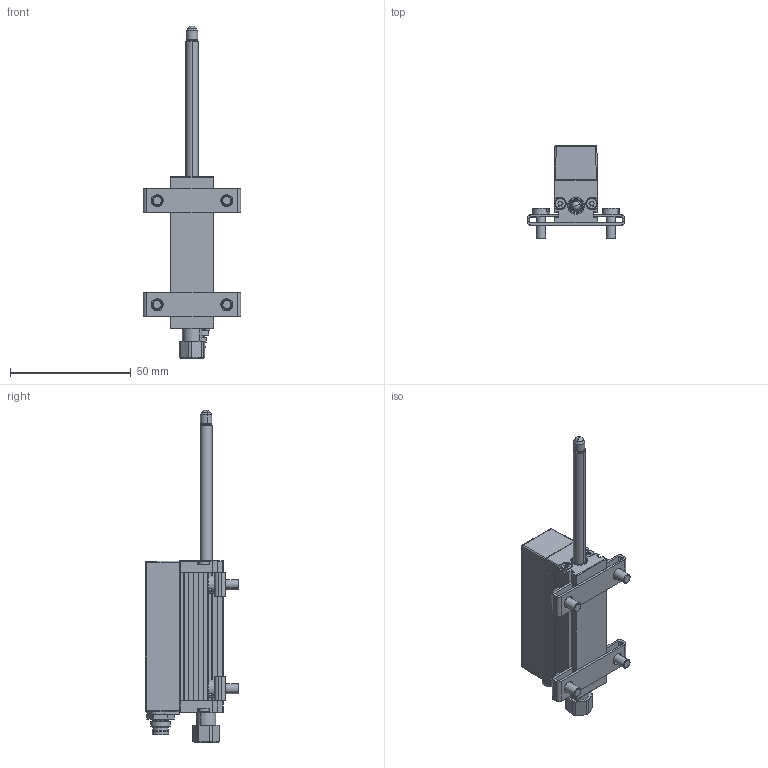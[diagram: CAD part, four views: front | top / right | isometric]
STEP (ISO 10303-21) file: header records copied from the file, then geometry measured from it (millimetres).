
FILE_DESCRIPTION (( 'STEP AP214' ), '1' );
FILE_NAME ('LS1-0025-002-plug-extend.STEP', '2012-06-15T11:20:50', ( 'dummy' ), ( '' ), 'SwSTEP 2.0', 'SolidWorks 2011', '' );
FILE_SCHEMA (( 'AUTOMOTIVE_DESIGN' ));
Length unit declared in the file: millimetre
Products named in the file (1): LS1-0025-002-plug-extend
Bounding box: 40.19 x 38.78 x 137.2 mm (x, y, z)
Surface area: 16528.4 mm2 (no closed solid volume)
Topology: 0 solids, 63 shells, 636 faces, 2717 edges, 2087 vertices
Faces by surface type: plane 302, cylinder 232, cone 53, torus 28, sphere 14, bspline 7
Entity records: 38551 total; most frequent: CARTESIAN_POINT 10418, DIRECTION 4198, ORIENTED_EDGE 3827, EDGE_CURVE 2709, VERTEX_POINT 2087, LINE 1444, VECTOR 1444, AXIS2_PLACEMENT_3D 1377
